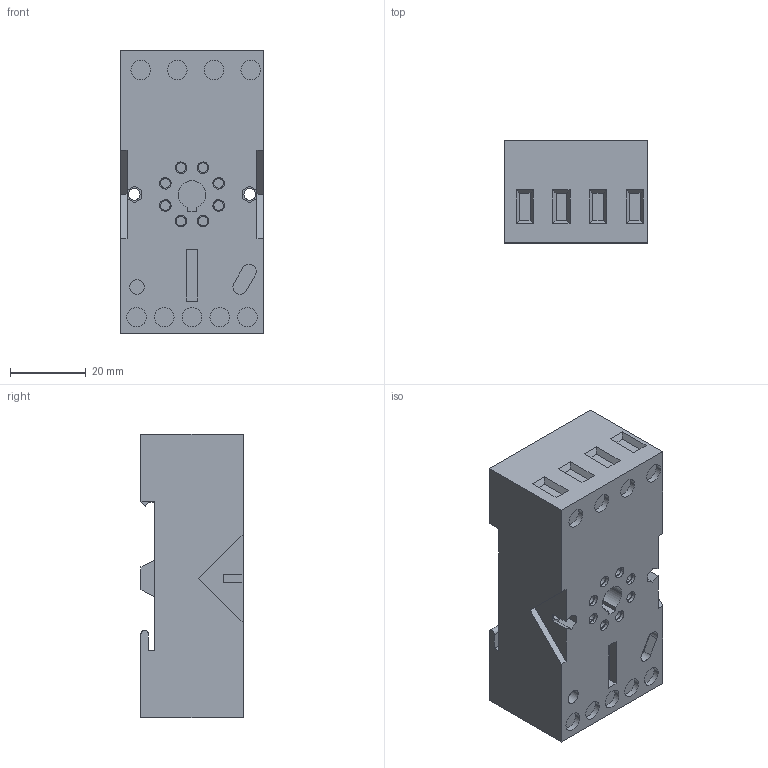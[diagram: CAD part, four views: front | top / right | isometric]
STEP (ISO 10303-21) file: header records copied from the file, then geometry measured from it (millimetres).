
FILE_DESCRIPTION(('STEP AP242'),'1');
FILE_NAME('ruzc2m.stp','2019-11-07T15:51:59',('TraceParts'),('TraceParts S.A.'),'Spatial InterOp 3D',' ',' ');
FILE_SCHEMA(('AP242_MANAGED_MODEL_BASED_3D_ENGINEERING_MIM_LF {1 0 10303 442 1 1 4}'));
Length unit declared in the file: millimetre
Products named in the file (1): ruzc2m
Bounding box: 37.85 x 26.92 x 74.93 mm (x, y, z)
Volume: 68875.5 mm3; surface area: 14693.8 mm2
Topology: 1 solids, 1 shells, 185 faces, 430 edges, 286 vertices
Faces by surface type: plane 123, cylinder 62
Entity records: 6784 total; most frequent: DIRECTION 926, CARTESIAN_POINT 902, ORIENTED_EDGE 860, EDGE_CURVE 430, AXIS2_PLACEMENT_3D 310, LINE 306, VECTOR 306, VERTEX_POINT 286
